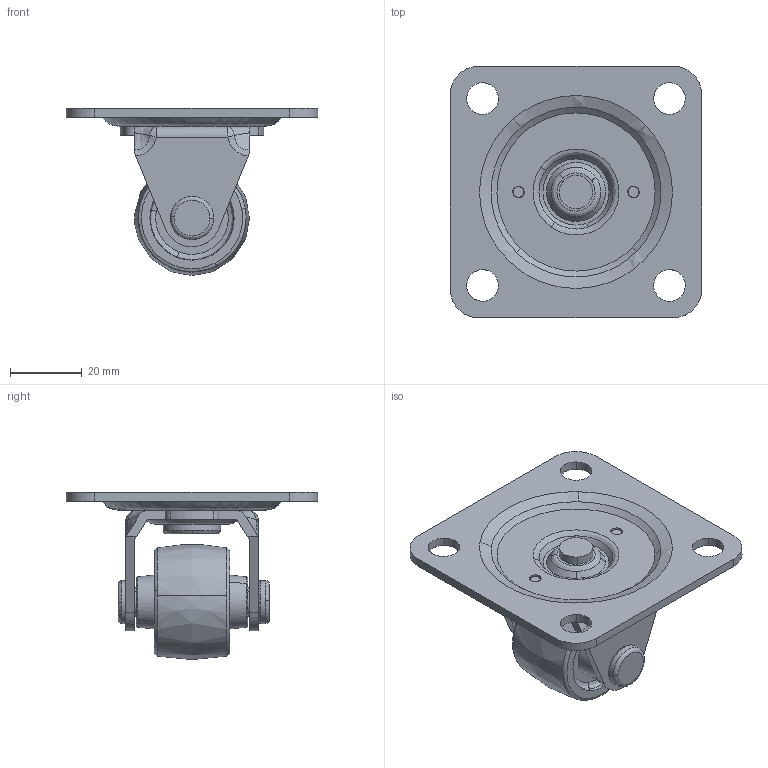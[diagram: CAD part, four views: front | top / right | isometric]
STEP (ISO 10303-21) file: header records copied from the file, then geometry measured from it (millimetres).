
FILE_DESCRIPTION((''),'2;1');
FILE_NAME('','2006-01-18T12:12:05',(''),(''),'','CADfix','');
FILE_SCHEMA(('AUTOMOTIVE_DESIGN'));
Length unit declared in the file: millimetre
Products named in the file (6): wheel; mounting plate; main shaft; body; axle; 320_TPR_00N32_28090_36
Assembly tree (5 placements, depth 2):
  320_TPR_00N32_28090_36
    wheel
    mounting plate
    main shaft
    body
    axle
Bounding box: 70 x 70 x 46.5 mm (x, y, z)
Volume: 35970.1 mm3; surface area: 23394.3 mm2
Topology: 5 solids, 5 shells, 174 faces, 693 edges, 549 vertices
Faces by surface type: bspline 174
Entity records: 11710 total; most frequent: CARTESIAN_POINT 7592, ORIENTED_EDGE 1386, EDGE_CURVE 693, B_SPLINE_CURVE_WITH_KNOTS 553, VERTEX_POINT 549, EDGE_LOOP 216, FACE_OUTER_BOUND 174, ADVANCED_FACE 174
